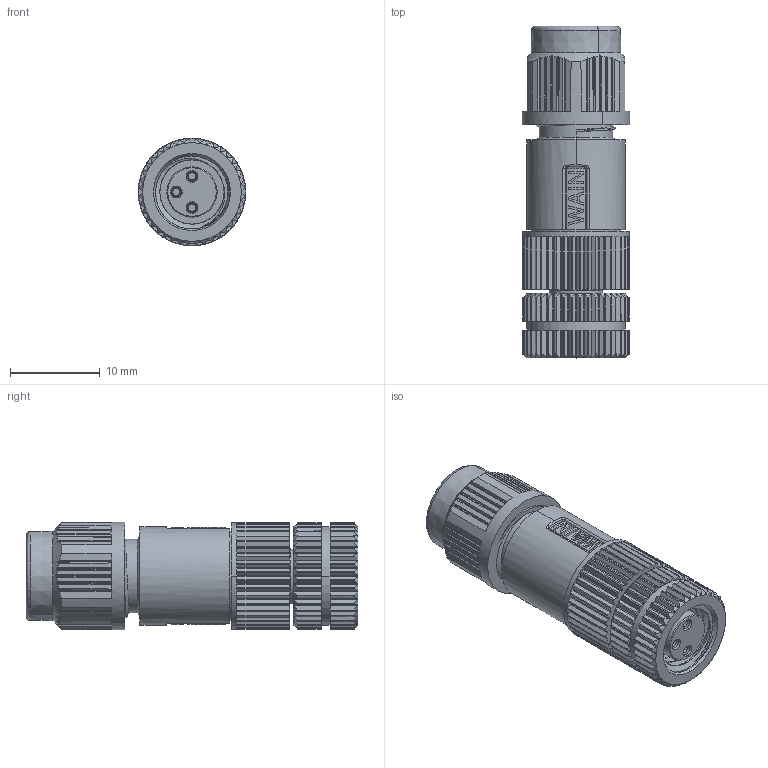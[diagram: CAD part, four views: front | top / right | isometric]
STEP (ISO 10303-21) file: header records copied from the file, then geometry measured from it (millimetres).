
FILE_DESCRIPTION((''),'2;1');
FILE_NAME('3D_1620034233001_M8-FST03-T-D5_','2023-12-22T',('zh.su'),(''),'PRO/ENGINEER BY PARAMETRIC TECHNOLOGY CORPORATION, 2012480','PRO/ENGINEER BY PARAMETRIC TECHNOLOGY CORPORATION, 2012480','');
FILE_SCHEMA(('CONFIG_CONTROL_DESIGN'));
Length unit declared in the file: millimetre
Products named in the file (1): 3D_1620034233001_M8-FST03-T-D5_
Bounding box: 12 x 37 x 12 mm (x, y, z)
Volume: 3308.2 mm3; surface area: 2859.9 mm2
Topology: 1 solids, 16 shells, 1013 faces, 3079 edges, 2131 vertices
Faces by surface type: plane 478, cylinder 343, cone 95, bspline 82, torus 14, extrusion 1
Entity records: 44105 total; most frequent: CARTESIAN_POINT 17408, ORIENTED_EDGE 6158, DIRECTION 4942, EDGE_CURVE 3079, VERTEX_POINT 2131, AXIS2_PLACEMENT_3D 1821, VECTOR 1300, LINE 1299
